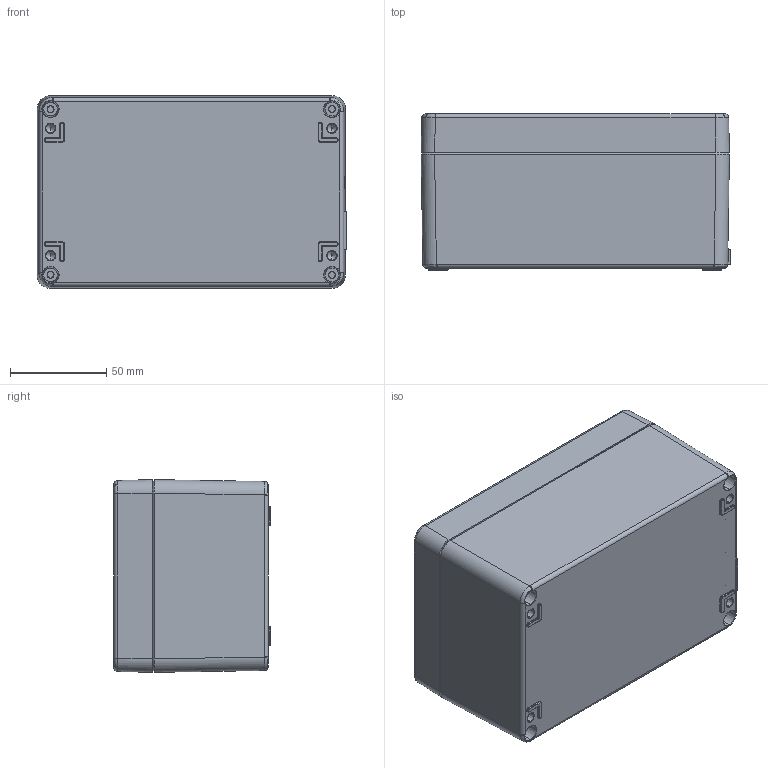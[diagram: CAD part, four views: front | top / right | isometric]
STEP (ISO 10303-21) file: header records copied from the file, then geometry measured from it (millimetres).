
FILE_DESCRIPTION (( 'STEP AP214' ), '1' );
FILE_NAME ('25101608.STEP', '2012-06-14T05:49:37', ( ' ' ), ( '' ), 'SwSTEP 2.0', 'SolidWorks 2011', '' );
FILE_SCHEMA (( 'AUTOMOTIVE_DESIGN' ));
Length unit declared in the file: millimetre
Products named in the file (10): 92441; 95026; 83171; 92081; 01101608_Ex; 82013; 93133; 02156; 01156; 25101608
Assembly tree (12 placements, depth 3):
  25101608
    95026
    01101608_Ex
      01156
      93133  x4
      02156
      82013
    92081
    92441
    83171
Bounding box: 160.77 x 81 x 100 mm (x, y, z)
Volume: 290916.9 mm3; surface area: 156020.3 mm2
Topology: 11 solids, 11 shells, 1019 faces, 2439 edges, 1471 vertices
Faces by surface type: plane 298, cylinder 254, bspline 221, cone 127, torus 119
Entity records: 37186 total; most frequent: CARTESIAN_POINT 16471, ORIENTED_EDGE 4424, DIRECTION 3959, EDGE_CURVE 2212, AXIS2_PLACEMENT_3D 1509, VERTEX_POINT 1345, EDGE_LOOP 1023, VECTOR 941
